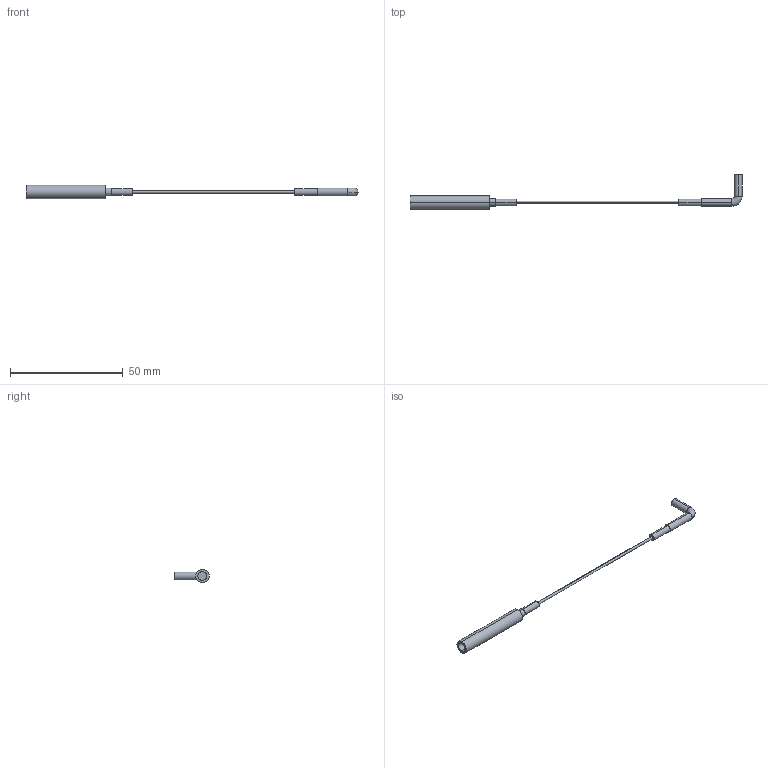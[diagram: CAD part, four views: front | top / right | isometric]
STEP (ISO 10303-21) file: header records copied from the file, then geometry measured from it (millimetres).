
FILE_DESCRIPTION (( 'STEP AP203' ), '1' );
FILE_NAME ('sone3D.STEP', '2014-08-12T07:48:14', ( '' ), ( '' ), 'SwSTEP 2.0', 'SolidWorks 2012', '' );
FILE_SCHEMA (( 'CONFIG_CONTROL_DESIGN' ));
Length unit declared in the file: millimetre
Products named in the file (1): sone3D
Bounding box: 147 x 15.25 x 6 mm (x, y, z)
Volume: 1107.5 mm3; surface area: 1906.7 mm2
Topology: 1 solids, 1 shells, 26 faces, 54 edges, 36 vertices
Faces by surface type: cylinder 16, plane 8, torus 2
Entity records: 793 total; most frequent: DIRECTION 146, CARTESIAN_POINT 117, ORIENTED_EDGE 108, AXIS2_PLACEMENT_3D 65, EDGE_CURVE 54, CIRCLE 38, VERTEX_POINT 36, EDGE_LOOP 32
